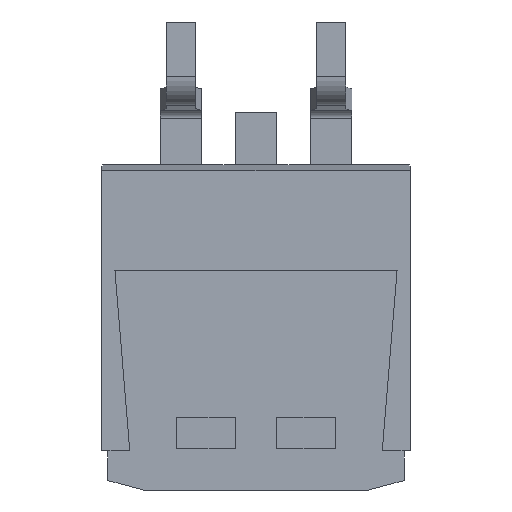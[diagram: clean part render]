
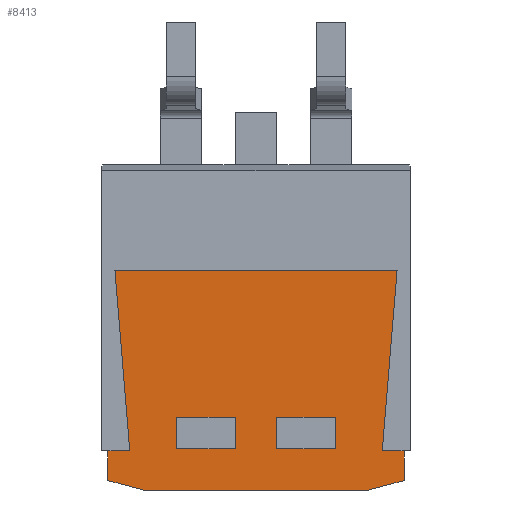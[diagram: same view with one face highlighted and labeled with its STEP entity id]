
A CAD part, front view. The second image highlights one B-rep face of the part: STEP entity #8413.
In plain terms, the highlighted planar face has unit normal (0, -1, 0).
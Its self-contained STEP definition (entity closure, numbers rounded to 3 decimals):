
#226=DIRECTION('',(-1.,0.,0.));
#227=VECTOR('',#226,7.604);
#228=CARTESIAN_POINT('',(3.802,-0.01,-6.147));
#229=LINE('',#228,#227);
#233=DIRECTION('',(-0.966,0.,0.259));
#234=VECTOR('',#233,1.24);
#235=CARTESIAN_POINT('',(-3.802,-0.01,-6.147));
#236=LINE('',#235,#234);
#240=DIRECTION('',(0.,0.,1.));
#241=VECTOR('',#240,1.);
#242=CARTESIAN_POINT('',(-5.,-0.01,-5.826));
#243=LINE('',#242,#241);
#247=DIRECTION('',(1.,0.,0.));
#248=VECTOR('',#247,0.738);
#249=CARTESIAN_POINT('',(-5.,-0.01,-4.826));
#250=LINE('',#249,#248);
#254=DIRECTION('',(-0.082,0.,0.997));
#255=VECTOR('',#254,6.116);
#256=CARTESIAN_POINT('',(-4.263,-0.01,-4.826));
#257=LINE('',#256,#255);
#261=DIRECTION('',(1.,0.,0.));
#262=VECTOR('',#261,9.525);
#263=CARTESIAN_POINT('',(-4.763,-0.01,1.27));
#264=LINE('',#263,#262);
#268=DIRECTION('',(-0.082,0.,-0.997));
#269=VECTOR('',#268,6.116);
#270=CARTESIAN_POINT('',(4.763,-0.01,1.27));
#271=LINE('',#270,#269);
#275=DIRECTION('',(1.,0.,0.));
#276=VECTOR('',#275,0.738);
#277=CARTESIAN_POINT('',(4.263,-0.01,-4.826));
#278=LINE('',#277,#276);
#282=DIRECTION('',(0.,0.,-1.));
#283=VECTOR('',#282,1.);
#284=CARTESIAN_POINT('',(5.,-0.01,-4.826));
#285=LINE('',#284,#283);
#289=DIRECTION('',(-0.966,0.,-0.259));
#290=VECTOR('',#289,1.24);
#291=CARTESIAN_POINT('',(5.,-0.01,-5.826));
#292=LINE('',#291,#290);
#296=DIRECTION('',(1.,0.,0.));
#297=VECTOR('',#296,1.981);
#298=CARTESIAN_POINT('',(-2.68,-0.01,-4.75));
#299=LINE('',#298,#297);
#303=DIRECTION('',(0.,0.,1.));
#304=VECTOR('',#303,1.067);
#305=CARTESIAN_POINT('',(-0.699,-0.01,-4.75));
#306=LINE('',#305,#304);
#310=DIRECTION('',(-1.,0.,0.));
#311=VECTOR('',#310,1.981);
#312=CARTESIAN_POINT('',(-0.699,-0.01,-3.683));
#313=LINE('',#312,#311);
#317=DIRECTION('',(0.,0.,-1.));
#318=VECTOR('',#317,1.067);
#319=CARTESIAN_POINT('',(-2.68,-0.01,-3.683));
#320=LINE('',#319,#318);
#324=DIRECTION('',(1.,0.,0.));
#325=VECTOR('',#324,1.981);
#326=CARTESIAN_POINT('',(0.699,-0.01,-4.75));
#327=LINE('',#326,#325);
#331=DIRECTION('',(0.,0.,1.));
#332=VECTOR('',#331,1.067);
#333=CARTESIAN_POINT('',(2.68,-0.01,-4.75));
#334=LINE('',#333,#332);
#338=DIRECTION('',(-1.,0.,0.));
#339=VECTOR('',#338,1.981);
#340=CARTESIAN_POINT('',(2.68,-0.01,-3.683));
#341=LINE('',#340,#339);
#345=DIRECTION('',(0.,0.,-1.));
#346=VECTOR('',#345,1.067);
#347=CARTESIAN_POINT('',(0.699,-0.01,-3.683));
#348=LINE('',#347,#346);
#7800=CARTESIAN_POINT('',(3.802,-0.01,-6.147));
#7801=CARTESIAN_POINT('',(-3.802,-0.01,-6.147));
#7802=VERTEX_POINT('',#7800);
#7803=VERTEX_POINT('',#7801);
#7804=CARTESIAN_POINT('',(-5.,-0.01,-5.826));
#7805=VERTEX_POINT('',#7804);
#7806=CARTESIAN_POINT('',(-5.,-0.01,-4.826));
#7807=VERTEX_POINT('',#7806);
#7808=CARTESIAN_POINT('',(-4.263,-0.01,-4.826));
#7809=VERTEX_POINT('',#7808);
#7810=CARTESIAN_POINT('',(-4.763,-0.01,1.27));
#7811=VERTEX_POINT('',#7810);
#7812=CARTESIAN_POINT('',(4.763,-0.01,1.27));
#7813=VERTEX_POINT('',#7812);
#7814=CARTESIAN_POINT('',(4.263,-0.01,-4.826));
#7815=VERTEX_POINT('',#7814);
#7816=CARTESIAN_POINT('',(5.,-0.01,-4.826));
#7817=VERTEX_POINT('',#7816);
#7818=CARTESIAN_POINT('',(5.,-0.01,-5.826));
#7819=VERTEX_POINT('',#7818);
#7844=CARTESIAN_POINT('',(-2.68,-0.01,-4.75));
#7845=CARTESIAN_POINT('',(-0.699,-0.01,-4.75));
#7846=VERTEX_POINT('',#7844);
#7847=VERTEX_POINT('',#7845);
#7848=CARTESIAN_POINT('',(-0.699,-0.01,-3.683));
#7849=VERTEX_POINT('',#7848);
#7850=CARTESIAN_POINT('',(-2.68,-0.01,-3.683));
#7851=VERTEX_POINT('',#7850);
#7852=CARTESIAN_POINT('',(0.699,-0.01,-4.75));
#7853=CARTESIAN_POINT('',(2.68,-0.01,-4.75));
#7854=VERTEX_POINT('',#7852);
#7855=VERTEX_POINT('',#7853);
#7856=CARTESIAN_POINT('',(2.68,-0.01,-3.683));
#7857=VERTEX_POINT('',#7856);
#7858=CARTESIAN_POINT('',(0.699,-0.01,-3.683));
#7859=VERTEX_POINT('',#7858);
#8373=CARTESIAN_POINT('',(0.,-0.01,0.));
#8374=DIRECTION('',(0.,1.,0.));
#8375=DIRECTION('',(1.,0.,0.));
#8376=AXIS2_PLACEMENT_3D('',#8373,#8374,#8375);
#8377=PLANE('',#8376);
#8379=ORIENTED_EDGE('',*,*,#8378,.T.);
#8381=ORIENTED_EDGE('',*,*,#8380,.T.);
#8382=ORIENTED_EDGE('',*,*,#8364,.T.);
#8383=ORIENTED_EDGE('',*,*,#8224,.T.);
#8384=ORIENTED_EDGE('',*,*,#8239,.T.);
#8385=ORIENTED_EDGE('',*,*,#8253,.T.);
#8386=ORIENTED_EDGE('',*,*,#8267,.T.);
#8387=ORIENTED_EDGE('',*,*,#8281,.T.);
#8388=ORIENTED_EDGE('',*,*,#8298,.T.);
#8390=ORIENTED_EDGE('',*,*,#8389,.T.);
#8391=EDGE_LOOP('',(#8379,#8381,#8382,#8383,#8384,#8385,#8386,#8387,#8388,
#8390));
#8392=FACE_OUTER_BOUND('',#8391,.F.);
#8394=ORIENTED_EDGE('',*,*,#8393,.T.);
#8396=ORIENTED_EDGE('',*,*,#8395,.T.);
#8398=ORIENTED_EDGE('',*,*,#8397,.T.);
#8400=ORIENTED_EDGE('',*,*,#8399,.T.);
#8401=EDGE_LOOP('',(#8394,#8396,#8398,#8400));
#8402=FACE_BOUND('',#8401,.F.);
#8404=ORIENTED_EDGE('',*,*,#8403,.T.);
#8406=ORIENTED_EDGE('',*,*,#8405,.T.);
#8408=ORIENTED_EDGE('',*,*,#8407,.T.);
#8410=ORIENTED_EDGE('',*,*,#8409,.T.);
#8411=EDGE_LOOP('',(#8404,#8406,#8408,#8410));
#8412=FACE_BOUND('',#8411,.F.);
#8413=ADVANCED_FACE('',(#8392,#8402,#8412),#8377,.F.);
#8224=EDGE_CURVE('',#7807,#7809,#250,.T.);
#8239=EDGE_CURVE('',#7809,#7811,#257,.T.);
#8253=EDGE_CURVE('',#7811,#7813,#264,.T.);
#8267=EDGE_CURVE('',#7813,#7815,#271,.T.);
#8281=EDGE_CURVE('',#7815,#7817,#278,.T.);
#8298=EDGE_CURVE('',#7817,#7819,#285,.T.);
#8364=EDGE_CURVE('',#7805,#7807,#243,.T.);
#8378=EDGE_CURVE('',#7802,#7803,#229,.T.);
#8380=EDGE_CURVE('',#7803,#7805,#236,.T.);
#8389=EDGE_CURVE('',#7819,#7802,#292,.T.);
#8393=EDGE_CURVE('',#7846,#7847,#299,.T.);
#8395=EDGE_CURVE('',#7847,#7849,#306,.T.);
#8397=EDGE_CURVE('',#7849,#7851,#313,.T.);
#8399=EDGE_CURVE('',#7851,#7846,#320,.T.);
#8403=EDGE_CURVE('',#7854,#7855,#327,.T.);
#8405=EDGE_CURVE('',#7855,#7857,#334,.T.);
#8407=EDGE_CURVE('',#7857,#7859,#341,.T.);
#8409=EDGE_CURVE('',#7859,#7854,#348,.T.);
